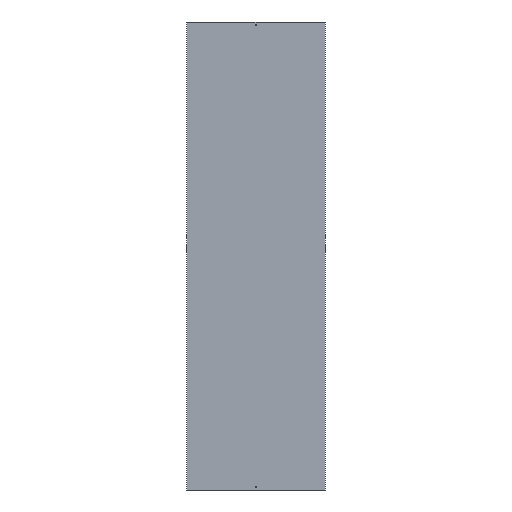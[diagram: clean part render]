
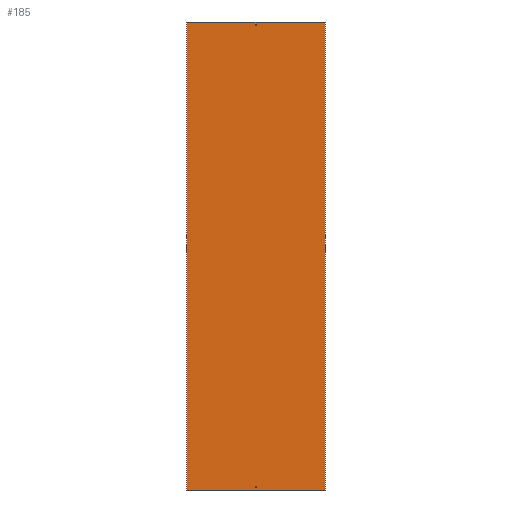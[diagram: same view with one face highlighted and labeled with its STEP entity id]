
A CAD part, front view. The second image highlights one B-rep face of the part: STEP entity #185.
In plain terms, the highlighted planar face has unit normal (0, -1, 0).
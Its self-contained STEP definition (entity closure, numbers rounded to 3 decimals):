
#12 = DIRECTION ( 'NONE',  ( 0., -1., 0. ) ) ;
#15 = AXIS2_PLACEMENT_3D ( 'NONE', #555, #506, #507 ) ;
#30 = CARTESIAN_POINT ( 'NONE',  ( 0., -1.5, -986. ) ) ;
#53 = VERTEX_POINT ( 'NONE', #246 ) ;
#56 = ORIENTED_EDGE ( 'NONE', *, *, #524, .F. ) ;
#57 = CARTESIAN_POINT ( 'NONE',  ( 294., -1.5, -1000. ) ) ;
#60 = VERTEX_POINT ( 'NONE', #222 ) ;
#66 = CARTESIAN_POINT ( 'NONE',  ( -296.183, -1.5, 1000. ) ) ;
#67 = EDGE_CURVE ( 'NONE', #87, #133, #288, .T. ) ;
#69 = CARTESIAN_POINT ( 'NONE',  ( -296.183, -1.5, -1000. ) ) ;
#78 = DIRECTION ( 'NONE',  ( 0., 1., 0. ) ) ;
#87 = VERTEX_POINT ( 'NONE', #267 ) ;
#126 = DIRECTION ( 'NONE',  ( 0., -1., 0. ) ) ;
#133 = VERTEX_POINT ( 'NONE', #454 ) ;
#137 = EDGE_LOOP ( 'NONE', ( #484, #479, #56, #177 ) ) ;
#150 = VERTEX_POINT ( 'NONE', #601 ) ;
#171 = LINE ( 'NONE', #405, #219 ) ;
#173 = VECTOR ( 'NONE', #249, 1000. ) ;
#175 = EDGE_CURVE ( 'NONE', #133, #87, #588, .T. ) ;
#177 = ORIENTED_EDGE ( 'NONE', *, *, #554, .T. ) ;
#185 = ADVANCED_FACE ( 'NONE', ( #410, #382, #282 ), #289, .F. ) ;
#188 = CARTESIAN_POINT ( 'NONE',  ( -2.75, -1.5, 986. ) ) ;
#194 = VECTOR ( 'NONE', #236, 1000. ) ;
#214 = DIRECTION ( 'NONE',  ( 1., 0., 0. ) ) ;
#219 = VECTOR ( 'NONE', #214, 1000. ) ;
#222 = CARTESIAN_POINT ( 'NONE',  ( 2.75, -1.5, 986. ) ) ;
#236 = DIRECTION ( 'NONE',  ( 0., 0., -1. ) ) ;
#240 = CARTESIAN_POINT ( 'NONE',  ( 294., -1.5, 1000. ) ) ;
#246 = CARTESIAN_POINT ( 'NONE',  ( 296.183, -1.5, -1000. ) ) ;
#249 = DIRECTION ( 'NONE',  ( 1., 0., 0. ) ) ;
#251 = CIRCLE ( 'NONE', #423, 2.75 ) ;
#267 = CARTESIAN_POINT ( 'NONE',  ( 2.75, -1.5, -986. ) ) ;
#274 = EDGE_CURVE ( 'NONE', #326, #53, #509, .T. ) ;
#280 = CARTESIAN_POINT ( 'NONE',  ( 296.183, -1.5, 1000. ) ) ;
#282 = FACE_OUTER_BOUND ( 'NONE', #137, .T. ) ;
#283 = EDGE_LOOP ( 'NONE', ( #570, #411 ) ) ;
#285 = EDGE_CURVE ( 'NONE', #303, #60, #569, .T. ) ;
#288 = CIRCLE ( 'NONE', #15, 2.75 ) ;
#289 = PLANE ( 'NONE',  #460 ) ;
#301 = LINE ( 'NONE', #57, #173 ) ;
#303 = VERTEX_POINT ( 'NONE', #188 ) ;
#310 = AXIS2_PLACEMENT_3D ( 'NONE', #516, #126, #474 ) ;
#315 = DIRECTION ( 'NONE',  ( 0., -1., 0. ) ) ;
#319 = AXIS2_PLACEMENT_3D ( 'NONE', #30, #315, #550 ) ;
#325 = DIRECTION ( 'NONE',  ( -1., 0., 0. ) ) ;
#326 = VERTEX_POINT ( 'NONE', #280 ) ;
#345 = ORIENTED_EDGE ( 'NONE', *, *, #175, .F. ) ;
#346 = DIRECTION ( 'NONE',  ( 1., 0., 0. ) ) ;
#382 = FACE_BOUND ( 'NONE', #560, .T. ) ;
#405 = CARTESIAN_POINT ( 'NONE',  ( 294., -1.5, 1000. ) ) ;
#410 = FACE_BOUND ( 'NONE', #283, .T. ) ;
#411 = ORIENTED_EDGE ( 'NONE', *, *, #285, .F. ) ;
#423 = AXIS2_PLACEMENT_3D ( 'NONE', #531, #12, #346 ) ;
#431 = ORIENTED_EDGE ( 'NONE', *, *, #67, .F. ) ;
#454 = CARTESIAN_POINT ( 'NONE',  ( -2.75, -1.5, -986. ) ) ;
#460 = AXIS2_PLACEMENT_3D ( 'NONE', #240, #78, #325 ) ;
#474 = DIRECTION ( 'NONE',  ( 1., 0., 0. ) ) ;
#476 = VECTOR ( 'NONE', #543, 1000. ) ;
#479 = ORIENTED_EDGE ( 'NONE', *, *, #274, .F. ) ;
#484 = ORIENTED_EDGE ( 'NONE', *, *, #590, .T. ) ;
#498 = LINE ( 'NONE', #66, #476 ) ;
#506 = DIRECTION ( 'NONE',  ( 0., -1., 0. ) ) ;
#507 = DIRECTION ( 'NONE',  ( -1., 0., 0. ) ) ;
#509 = LINE ( 'NONE', #511, #194 ) ;
#511 = CARTESIAN_POINT ( 'NONE',  ( 296.183, -1.5, 1000. ) ) ;
#516 = CARTESIAN_POINT ( 'NONE',  ( 0., -1.5, 986. ) ) ;
#524 = EDGE_CURVE ( 'NONE', #150, #326, #171, .T. ) ;
#531 = CARTESIAN_POINT ( 'NONE',  ( 0., -1.5, 986. ) ) ;
#543 = DIRECTION ( 'NONE',  ( 0., 0., -1. ) ) ;
#550 = DIRECTION ( 'NONE',  ( -1., 0., 0. ) ) ;
#554 = EDGE_CURVE ( 'NONE', #150, #565, #498, .T. ) ;
#555 = CARTESIAN_POINT ( 'NONE',  ( 0., -1.5, -986. ) ) ;
#560 = EDGE_LOOP ( 'NONE', ( #431, #345 ) ) ;
#565 = VERTEX_POINT ( 'NONE', #69 ) ;
#569 = CIRCLE ( 'NONE', #310, 2.75 ) ;
#570 = ORIENTED_EDGE ( 'NONE', *, *, #607, .F. ) ;
#588 = CIRCLE ( 'NONE', #319, 2.75 ) ;
#590 = EDGE_CURVE ( 'NONE', #565, #53, #301, .T. ) ;
#601 = CARTESIAN_POINT ( 'NONE',  ( -296.183, -1.5, 1000. ) ) ;
#607 = EDGE_CURVE ( 'NONE', #60, #303, #251, .T. ) ;
